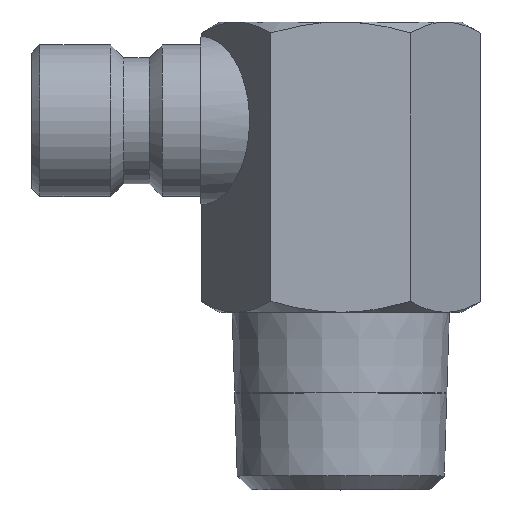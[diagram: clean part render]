
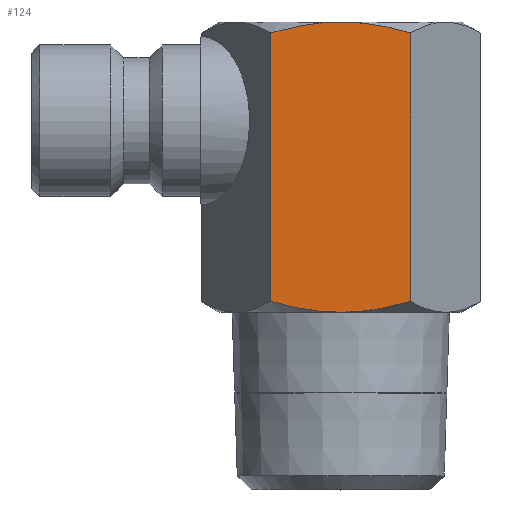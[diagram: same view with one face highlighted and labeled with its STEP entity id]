
A CAD part, top view. The second image highlights one B-rep face of the part: STEP entity #124.
In plain terms, the highlighted planar face has unit normal (0, 0, 1).
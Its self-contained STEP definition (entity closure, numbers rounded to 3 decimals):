
#124=ADVANCED_FACE('',(#277),#278,.T.);
#277=FACE_OUTER_BOUND('',#452,.T.);
#278=PLANE('',#453);
#452=EDGE_LOOP('',(#737,#738,#739,#740,#741,#742));
#453=AXIS2_PLACEMENT_3D('',#743,#744,#745);
#737=ORIENTED_EDGE('',*,*,#1090,.F.);
#738=ORIENTED_EDGE('',*,*,#1091,.F.);
#739=ORIENTED_EDGE('',*,*,#1092,.T.);
#740=ORIENTED_EDGE('',*,*,#995,.F.);
#741=ORIENTED_EDGE('',*,*,#1093,.F.);
#742=ORIENTED_EDGE('',*,*,#1063,.F.);
#743=CARTESIAN_POINT('',(0.,10.0,7.5));
#744=DIRECTION('',(0.,0.0,1.0));
#745=DIRECTION('',(1.0,0.0,0.));
#995=EDGE_CURVE('',#1166,#1167,#1168,.T.);
#1063=EDGE_CURVE('',#1271,#1273,#1274,.T.);
#1090=EDGE_CURVE('',#1303,#1271,#1316,.T.);
#1091=EDGE_CURVE('',#1317,#1303,#1318,.T.);
#1092=EDGE_CURVE('',#1317,#1167,#1319,.T.);
#1093=EDGE_CURVE('',#1273,#1166,#1320,.T.);
#1166=VERTEX_POINT('',#1412);
#1167=VERTEX_POINT('',#1413);
#1168=(B_SPLINE_CURVE(2,(#1415,#1416,#1417,#1418,#1419),.UNSPECIFIED.,.F.,.F.)B_SPLINE_CURVE_WITH_KNOTS((3,2,3),(0.0,4.397,8.795),.UNSPECIFIED.)RATIONAL_B_SPLINE_CURVE((1.0,1.038,1.0,1.038,1.0))BOUNDED_CURVE()REPRESENTATION_ITEM('')GEOMETRIC_REPRESENTATION_ITEM()CURVE());
#1271=VERTEX_POINT('',#1656);
#1273=VERTEX_POINT('',#1669);
#1274=LINE('',#1670,#1671);
#1303=VERTEX_POINT('',#1718);
#1316=(B_SPLINE_CURVE(2,(#1732,#1733,#1734,#1735,#1736),.UNSPECIFIED.,.F.,.F.)B_SPLINE_CURVE_WITH_KNOTS((3,2,3),(0.0,4.397,8.795),.UNSPECIFIED.)RATIONAL_B_SPLINE_CURVE((1.0,1.038,1.0,1.038,1.0))BOUNDED_CURVE()REPRESENTATION_ITEM('')GEOMETRIC_REPRESENTATION_ITEM()CURVE());
#1317=VERTEX_POINT('',#1743);
#1318=(B_SPLINE_CURVE(2,(#1745,#1746,#1747,#1748,#1749),.UNSPECIFIED.,.F.,.F.)B_SPLINE_CURVE_WITH_KNOTS((3,2,3),(0.0,4.397,8.795),.UNSPECIFIED.)RATIONAL_B_SPLINE_CURVE((1.0,1.038,1.0,1.038,1.0))BOUNDED_CURVE()REPRESENTATION_ITEM('')GEOMETRIC_REPRESENTATION_ITEM()CURVE());
#1319=LINE('',#1756,#1757);
#1320=(B_SPLINE_CURVE(2,(#1759,#1760,#1761,#1762,#1763),.UNSPECIFIED.,.F.,.F.)B_SPLINE_CURVE_WITH_KNOTS((3,2,3),(0.0,4.397,8.795),.UNSPECIFIED.)RATIONAL_B_SPLINE_CURVE((1.0,1.038,1.0,1.038,1.0))BOUNDED_CURVE()REPRESENTATION_ITEM('')GEOMETRIC_REPRESENTATION_ITEM()CURVE());
#1412=CARTESIAN_POINT('',(0.,29.0,7.5));
#1413=CARTESIAN_POINT('',(4.33,28.33,7.5));
#1415=CARTESIAN_POINT('',(-4.335,28.329,7.5));
#1416=CARTESIAN_POINT('',(-2.011,29.0,7.5));
#1417=CARTESIAN_POINT('',(0.,29.0,7.5));
#1418=CARTESIAN_POINT('',(2.011,29.0,7.5));
#1419=CARTESIAN_POINT('',(4.335,28.329,7.5));
#1656=CARTESIAN_POINT('',(-4.33,11.67,7.5));
#1669=CARTESIAN_POINT('',(-4.33,28.33,7.5));
#1670=CARTESIAN_POINT('',(-4.33,10.0,7.5));
#1671=VECTOR('',#2127,1.0);
#1718=CARTESIAN_POINT('',(0.,11.0,7.5));
#1732=CARTESIAN_POINT('',(4.335,11.671,7.5));
#1733=CARTESIAN_POINT('',(2.011,11.0,7.5));
#1734=CARTESIAN_POINT('',(0.,11.0,7.5));
#1735=CARTESIAN_POINT('',(-2.011,11.0,7.5));
#1736=CARTESIAN_POINT('',(-4.335,11.671,7.5));
#1743=CARTESIAN_POINT('',(4.33,11.67,7.5));
#1745=CARTESIAN_POINT('',(4.335,11.671,7.5));
#1746=CARTESIAN_POINT('',(2.011,11.0,7.5));
#1747=CARTESIAN_POINT('',(0.,11.0,7.5));
#1748=CARTESIAN_POINT('',(-2.011,11.0,7.5));
#1749=CARTESIAN_POINT('',(-4.335,11.671,7.5));
#1756=CARTESIAN_POINT('',(4.33,10.0,7.5));
#1757=VECTOR('',#2174,1.0);
#1759=CARTESIAN_POINT('',(-4.335,28.329,7.5));
#1760=CARTESIAN_POINT('',(-2.011,29.0,7.5));
#1761=CARTESIAN_POINT('',(0.,29.0,7.5));
#1762=CARTESIAN_POINT('',(2.011,29.0,7.5));
#1763=CARTESIAN_POINT('',(4.335,28.329,7.5));
#2127=DIRECTION('',(0.0,1.0,0.0));
#2174=DIRECTION('',(0.0,1.0,0.0));
